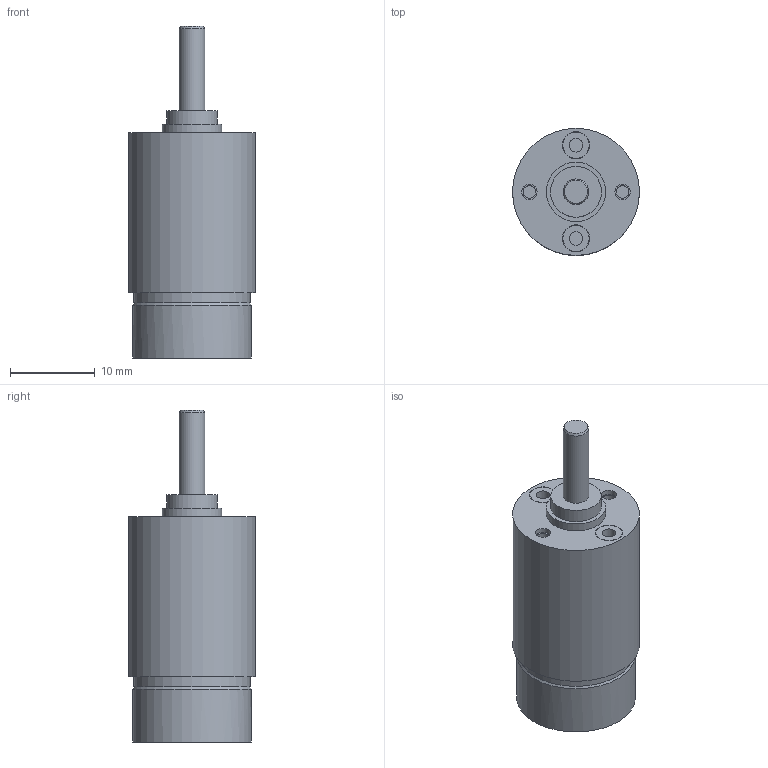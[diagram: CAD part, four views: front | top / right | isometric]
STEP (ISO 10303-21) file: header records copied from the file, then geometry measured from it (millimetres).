
FILE_DESCRIPTION(/* description */ (''),/* implementation_level */ '2;1');
FILE_NAME(/* name */ '15-A_5.stp',/* time_stamp */ '2016-08-19T14:10:12+02:00',/* author */ ('DR. FRITZ FAULHABER GmbH & Co. KG'),/* organization */ ('DR. FRITZ FAULHABER GmbH & Co. KG'),/* preprocessor_version */ 'ST-DEVELOPER v16',/* originating_system */ 'SIEMENS PLM Software NX 10.0',/* authorisation */ '');
FILE_SCHEMA (('AUTOMOTIVE_DESIGN { 1 0 10303 214 3 1 1 1 }'));
Length unit declared in the file: millimetre
Products named in the file (1): H00000288_C
Bounding box: 15 x 15 x 39.2 mm (x, y, z)
Volume: 4521.6 mm3; surface area: 1911.4 mm2
Topology: 1 solids, 1 shells, 42 faces, 66 edges, 44 vertices
Faces by surface type: plane 20, cylinder 20, cone 2
Full cylindrical faces by diameter (mm): 1.48 x2, 1.6 x2, 1.8 x2, 3 x1, 3.1 x2, 3.2 x2, 5.448 x1, 5.648 x1, 6 x1, 7 x1, 12 x1, 12.8 x1, 13.7 x1, 14 x1, 15 x1
Entity records: 858 total; most frequent: DIRECTION 168, CARTESIAN_POINT 125, AXIS2_PLACEMENT_3D 84, EDGE_LOOP 82, ORIENTED_EDGE 82, FACE_BOUND 76, ADVANCED_FACE 42, VERTEX_POINT 41
